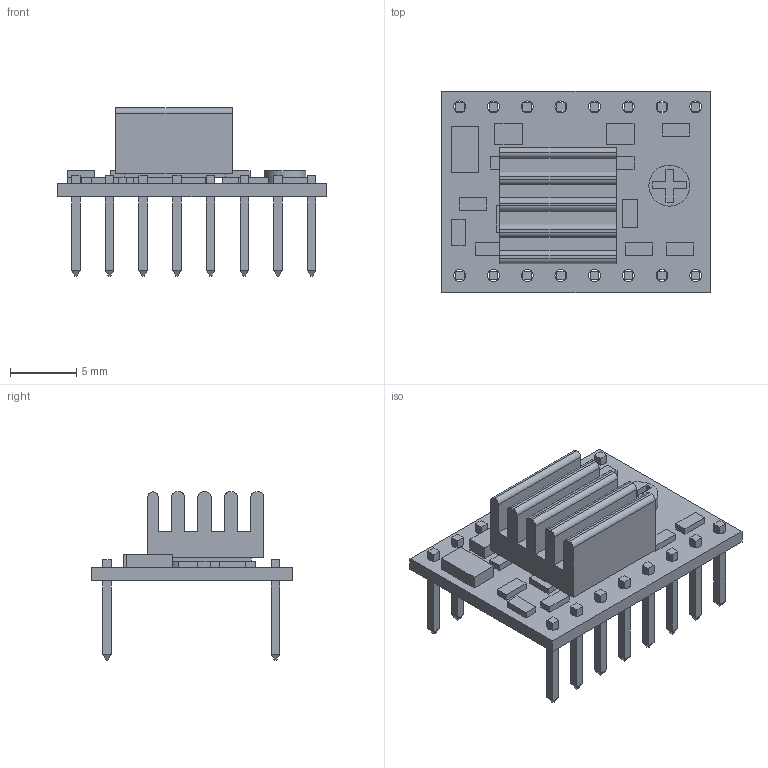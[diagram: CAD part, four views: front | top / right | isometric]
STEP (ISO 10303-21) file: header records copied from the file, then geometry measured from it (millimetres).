
FILE_DESCRIPTION(('CATIA V5 STEP Exchange'),'2;1');
FILE_NAME('Pololu A4899.stp','2017-03-28T12:30:10+00:00',('none'),('none'),'CATIA Version 5 Release 19 SP 9 (IN-10)','CATIA V5 STEP AP203','none');
FILE_SCHEMA(('CONFIG_CONTROL_DESIGN'));
Length unit declared in the file: millimetre
Products named in the file (1): Pololu A4899
Bounding box: 20.32 x 15.24 x 12.75 mm (x, y, z)
Volume: 682.9 mm3; surface area: 1619.7 mm2
Topology: 18 solids, 18 shells, 320 faces, 737 edges, 470 vertices
Faces by surface type: plane 276, cylinder 44
Entity records: 8237 total; most frequent: CARTESIAN_POINT 1484, ORIENTED_EDGE 1474, DIRECTION 1097, EDGE_CURVE 737, VECTOR 585, LINE 585, VERTEX_POINT 470, EDGE_LOOP 369
